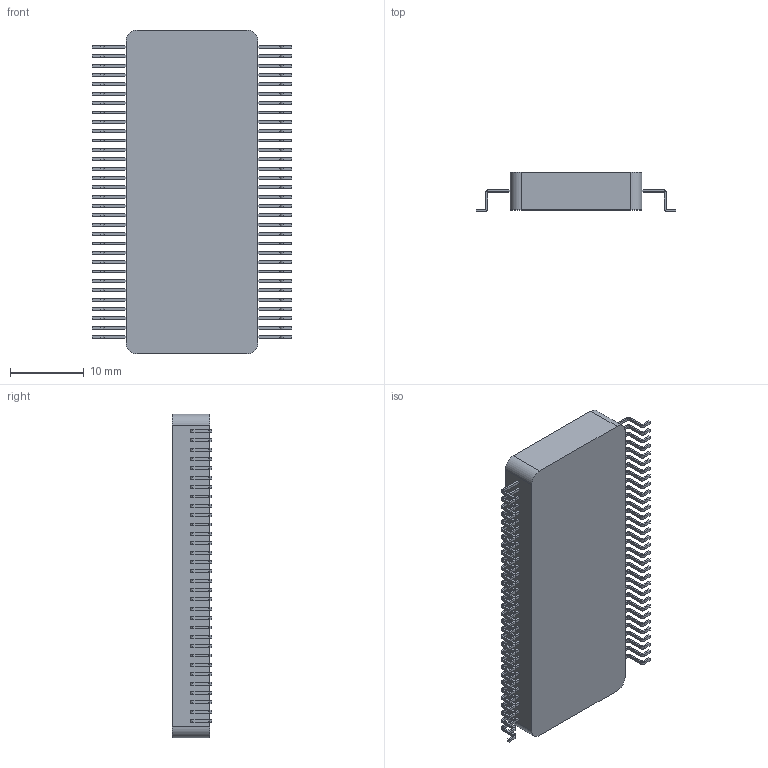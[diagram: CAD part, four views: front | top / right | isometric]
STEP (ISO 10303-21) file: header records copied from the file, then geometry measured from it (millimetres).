
FILE_DESCRIPTION (( 'STEP AP203' ), '1' );
FILE_NAME ('D100693G-STEP Rev D.STEP', '2021-11-11T12:23:04', ( '' ), ( '' ), 'SwSTEP 2.0', 'SolidWorks 2018', '' );
FILE_SCHEMA (( 'CONFIG_CONTROL_DESIGN' ));
Length unit declared in the file: inch
Products named in the file (1): D100693G-STEP Rev D
Bounding box: 27.05 x 5.33 x 43.94 mm (x, y, z)
Volume: 4030.5 mm3; surface area: 2756.4 mm2
Topology: 1 solids, 1 shells, 1417 faces, 3002 edges, 1660 vertices
Faces by surface type: plane 1148, cylinder 269
Entity records: 36441 total; most frequent: DIRECTION 6376, CARTESIAN_POINT 6080, ORIENTED_EDGE 6004, EDGE_CURVE 3002, LINE 2464, VECTOR 2464, AXIS2_PLACEMENT_3D 1956, VERTEX_POINT 1660
